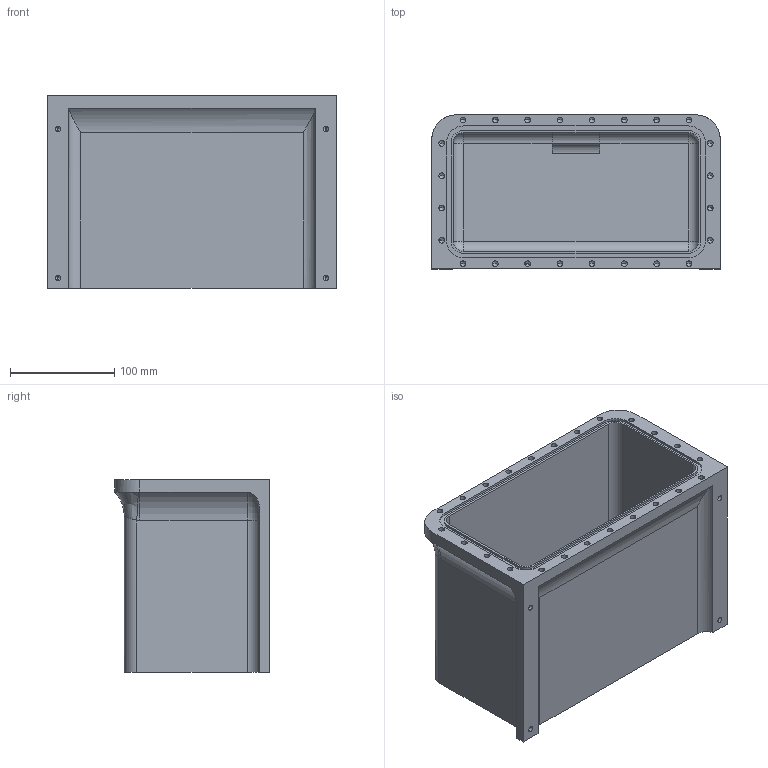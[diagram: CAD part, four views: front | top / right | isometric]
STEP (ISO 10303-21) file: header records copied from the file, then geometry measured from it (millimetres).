
FILE_DESCRIPTION (( 'STEP AP214' ), '1' );
FILE_NAME ('Boitier IP68 V4 pom c.STEP', '2022-05-25T07:25:01', ( '' ), ( '' ), 'SwSTEP 2.0', 'SolidWorks 2021', '' );
FILE_SCHEMA (( 'AUTOMOTIVE_DESIGN' ));
Length unit declared in the file: millimetre
Products named in the file (1): Boitier IP68 V4 pom c
Bounding box: 277 x 148 x 185 mm (x, y, z)
Volume: 1544338.5 mm3; surface area: 352962.9 mm2
Topology: 1 solids, 1 shells, 199 faces, 504 edges, 276 vertices
Faces by surface type: cylinder 93, cone 60, plane 34, bspline 6, sphere 4, torus 2
Entity records: 5878 total; most frequent: CARTESIAN_POINT 1318, DIRECTION 1006, ORIENTED_EDGE 880, EDGE_CURVE 440, AXIS2_PLACEMENT_3D 382, VERTEX_POINT 276, LINE 242, VECTOR 242
